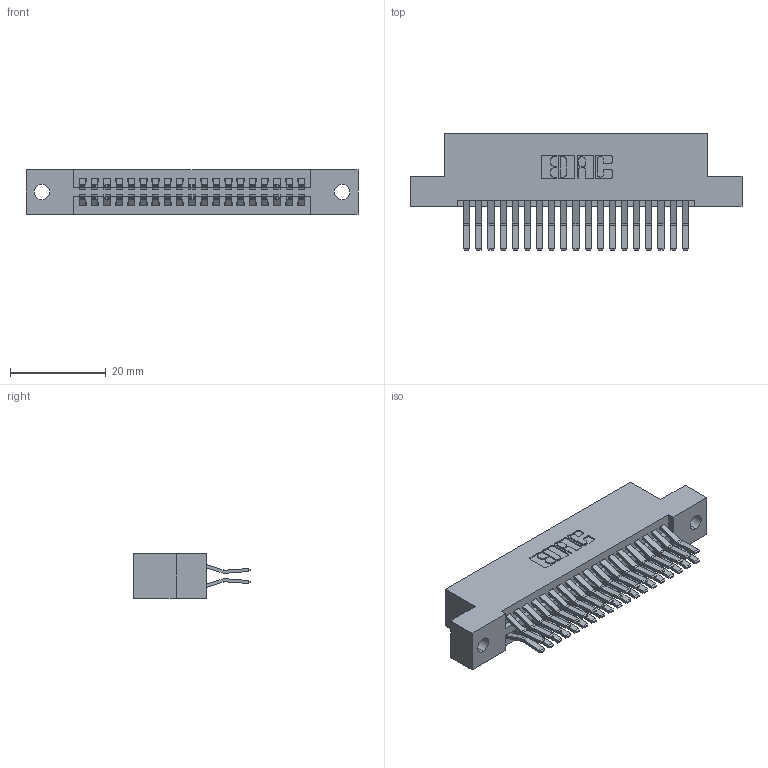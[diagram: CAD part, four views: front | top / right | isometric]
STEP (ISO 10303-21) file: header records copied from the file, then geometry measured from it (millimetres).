
FILE_DESCRIPTION (( 'STEP AP203' ), '1' );
FILE_NAME ('395-038-560-202.STEP', '2019-10-18T04:40:27', ( '' ), ( '' ), 'SwSTEP 2.0', 'SolidWorks 2016', '' );
FILE_SCHEMA (( 'CONFIG_CONTROL_DESIGN' ));
Length unit declared in the file: inch
Products named in the file (3): 345 Part_Flush Mounting Lugs - 0.128 Dia; 345-292-001_560 Tail; 395-038-560-202
Assembly tree (39 placements, depth 2):
  395-038-560-202
    345 Part_Flush Mounting Lugs - 0.128 Dia
    345-292-001_560 Tail  x38
Bounding box: 69.47 x 24.45 x 9.4 mm (x, y, z)
Volume: 6747.2 mm3; surface area: 9895.9 mm2
Topology: 39 solids, 39 shells, 2102 faces, 6231 edges, 4102 vertices
Faces by surface type: plane 1334, cylinder 768
Entity records: 18095 total; most frequent: CARTESIAN_POINT 3056, ORIENTED_EDGE 2990, DIRECTION 2727, EDGE_CURVE 1495, VECTOR 1283, LINE 1283, VERTEX_POINT 994, AXIS2_PLACEMENT_3D 722
